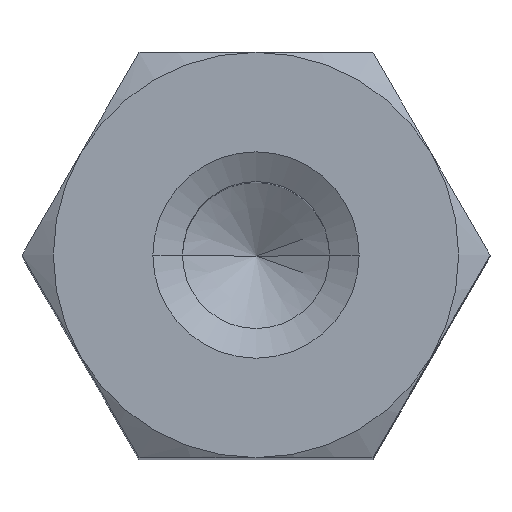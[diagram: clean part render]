
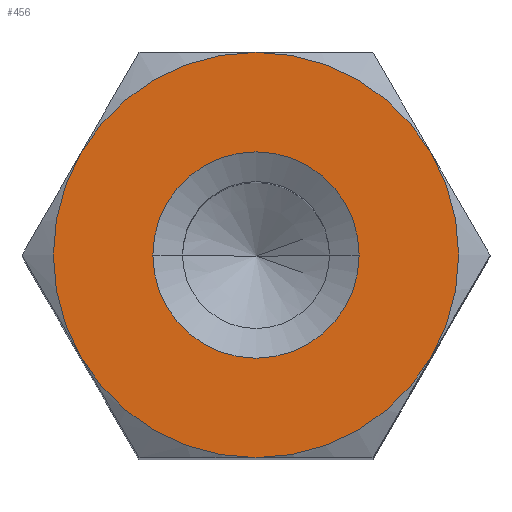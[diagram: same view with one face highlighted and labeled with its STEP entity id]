
A CAD part, top view. The second image highlights one B-rep face of the part: STEP entity #456.
In plain terms, the highlighted planar face has unit normal (0, 0, 1).
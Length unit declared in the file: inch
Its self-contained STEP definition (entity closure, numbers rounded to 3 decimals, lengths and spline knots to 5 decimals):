
#6 = AXIS2_PLACEMENT_3D ( 'NONE', #988, #986, #982 ) ;
#46 = DIRECTION ( 'NONE',  ( 1., 0., 0. ) ) ;
#49 = DIRECTION ( 'NONE',  ( 0., 0., 1. ) ) ;
#54 = CARTESIAN_POINT ( 'NONE',  ( 0., 0., 0.34375 ) ) ;
#76 = VERTEX_POINT ( 'NONE', #688 ) ;
#85 = CIRCLE ( 'NONE', #135, 0.12275 ) ;
#107 = AXIS2_PLACEMENT_3D ( 'NONE', #322, #315, #160 ) ;
#112 = CIRCLE ( 'NONE', #107, 0.0625 ) ;
#114 = VERTEX_POINT ( 'NONE', #593 ) ;
#119 = AXIS2_PLACEMENT_3D ( 'NONE', #1021, #246, #939 ) ;
#125 = AXIS2_PLACEMENT_3D ( 'NONE', #54, #49, #46 ) ;
#127 = AXIS2_PLACEMENT_3D ( 'NONE', #147, #143, #139 ) ;
#135 = AXIS2_PLACEMENT_3D ( 'NONE', #224, #218, #162 ) ;
#139 = DIRECTION ( 'NONE',  ( 1., 0., 0. ) ) ;
#143 = DIRECTION ( 'NONE',  ( 0., 0., 1. ) ) ;
#147 = CARTESIAN_POINT ( 'NONE',  ( 0., 0., 0.34375 ) ) ;
#150 = AXIS2_PLACEMENT_3D ( 'NONE', #317, #312, #307 ) ;
#153 = AXIS2_PLACEMENT_3D ( 'NONE', #410, #406, #403 ) ;
#160 = DIRECTION ( 'NONE',  ( 1., 0., 0. ) ) ;
#162 = DIRECTION ( 'NONE',  ( 1., 0., 0. ) ) ;
#187 = VERTEX_POINT ( 'NONE', #561 ) ;
#200 = AXIS2_PLACEMENT_3D ( 'NONE', #409, #1067, #1063 ) ;
#218 = DIRECTION ( 'NONE',  ( 0., 0., 1. ) ) ;
#224 = CARTESIAN_POINT ( 'NONE',  ( 0., 0., 0.34375 ) ) ;
#246 = DIRECTION ( 'NONE',  ( 0., 0., 1. ) ) ;
#250 = FACE_BOUND ( 'NONE', #973, .T. ) ;
#265 = VERTEX_POINT ( 'NONE', #494 ) ;
#307 = DIRECTION ( 'NONE',  ( 0., -1., 0. ) ) ;
#312 = DIRECTION ( 'NONE',  ( 0., 0., 1. ) ) ;
#313 = CIRCLE ( 'NONE', #125, 0.12275 ) ;
#315 = DIRECTION ( 'NONE',  ( 0., 0., 1. ) ) ;
#317 = CARTESIAN_POINT ( 'NONE',  ( 0., 0., 0.34375 ) ) ;
#322 = CARTESIAN_POINT ( 'NONE',  ( 0., 0., 0.34375 ) ) ;
#334 = ORIENTED_EDGE ( 'NONE', *, *, #652, .T. ) ;
#346 = CIRCLE ( 'NONE', #119, 0.12275 ) ;
#403 = DIRECTION ( 'NONE',  ( 1., 0., 0. ) ) ;
#406 = DIRECTION ( 'NONE',  ( 0., 0., 1. ) ) ;
#409 = CARTESIAN_POINT ( 'NONE',  ( 0.21261, 0.12275, 0.34375 ) ) ;
#410 = CARTESIAN_POINT ( 'NONE',  ( 0., 0., 0.34375 ) ) ;
#456 = ADVANCED_FACE ( 'NONE', ( #250, #775 ), #1074, .T. ) ;
#493 = VERTEX_POINT ( 'NONE', #860 ) ;
#494 = CARTESIAN_POINT ( 'NONE',  ( -0.0625, 0., 0.34375 ) ) ;
#509 = VERTEX_POINT ( 'NONE', #846 ) ;
#528 = ORIENTED_EDGE ( 'NONE', *, *, #674, .T. ) ;
#538 = CARTESIAN_POINT ( 'NONE',  ( 0.1063, 0.06137, 0.34375 ) ) ;
#542 = VERTEX_POINT ( 'NONE', #596 ) ;
#561 = CARTESIAN_POINT ( 'NONE',  ( -0.1063, 0.06138, 0.34375 ) ) ;
#584 = ORIENTED_EDGE ( 'NONE', *, *, #677, .T. ) ;
#593 = CARTESIAN_POINT ( 'NONE',  ( 0., 0.12275, 0.34375 ) ) ;
#596 = CARTESIAN_POINT ( 'NONE',  ( 0.0625, 0., 0.34375 ) ) ;
#600 = CIRCLE ( 'NONE', #150, 0.12275 ) ;
#652 = EDGE_CURVE ( 'NONE', #76, #1086, #1002, .T. ) ;
#654 = EDGE_CURVE ( 'NONE', #493, #76, #600, .T. ) ;
#661 = EDGE_CURVE ( 'NONE', #509, #493, #85, .T. ) ;
#663 = EDGE_CURVE ( 'NONE', #187, #509, #842, .T. ) ;
#674 = EDGE_CURVE ( 'NONE', #114, #187, #313, .T. ) ;
#677 = EDGE_CURVE ( 'NONE', #1086, #114, #346, .T. ) ;
#688 = CARTESIAN_POINT ( 'NONE',  ( 0.1063, -0.06137, 0.34375 ) ) ;
#691 = ORIENTED_EDGE ( 'NONE', *, *, #802, .F. ) ;
#696 = EDGE_CURVE ( 'NONE', #542, #265, #112, .T. ) ;
#715 = ORIENTED_EDGE ( 'NONE', *, *, #663, .T. ) ;
#743 = ORIENTED_EDGE ( 'NONE', *, *, #661, .T. ) ;
#775 = FACE_OUTER_BOUND ( 'NONE', #1011, .T. ) ;
#802 = EDGE_CURVE ( 'NONE', #265, #542, #1062, .T. ) ;
#842 = CIRCLE ( 'NONE', #127, 0.12275 ) ;
#846 = CARTESIAN_POINT ( 'NONE',  ( -0.1063, -0.06138, 0.34375 ) ) ;
#856 = ORIENTED_EDGE ( 'NONE', *, *, #654, .T. ) ;
#860 = CARTESIAN_POINT ( 'NONE',  ( 0., -0.12275, 0.34375 ) ) ;
#923 = ORIENTED_EDGE ( 'NONE', *, *, #696, .F. ) ;
#939 = DIRECTION ( 'NONE',  ( 1., 0., 0. ) ) ;
#973 = EDGE_LOOP ( 'NONE', ( #923, #691 ) ) ;
#982 = DIRECTION ( 'NONE',  ( 1., 0., 0. ) ) ;
#986 = DIRECTION ( 'NONE',  ( 0., 0., 1. ) ) ;
#988 = CARTESIAN_POINT ( 'NONE',  ( 0., 0., 0.34375 ) ) ;
#1002 = CIRCLE ( 'NONE', #153, 0.12275 ) ;
#1011 = EDGE_LOOP ( 'NONE', ( #334, #584, #528, #715, #743, #856 ) ) ;
#1021 = CARTESIAN_POINT ( 'NONE',  ( 0., 0., 0.34375 ) ) ;
#1062 = CIRCLE ( 'NONE', #6, 0.0625 ) ;
#1063 = DIRECTION ( 'NONE',  ( 1., 0., 0. ) ) ;
#1067 = DIRECTION ( 'NONE',  ( 0., 0., 1. ) ) ;
#1074 = PLANE ( 'NONE',  #200 ) ;
#1086 = VERTEX_POINT ( 'NONE', #538 ) ;
